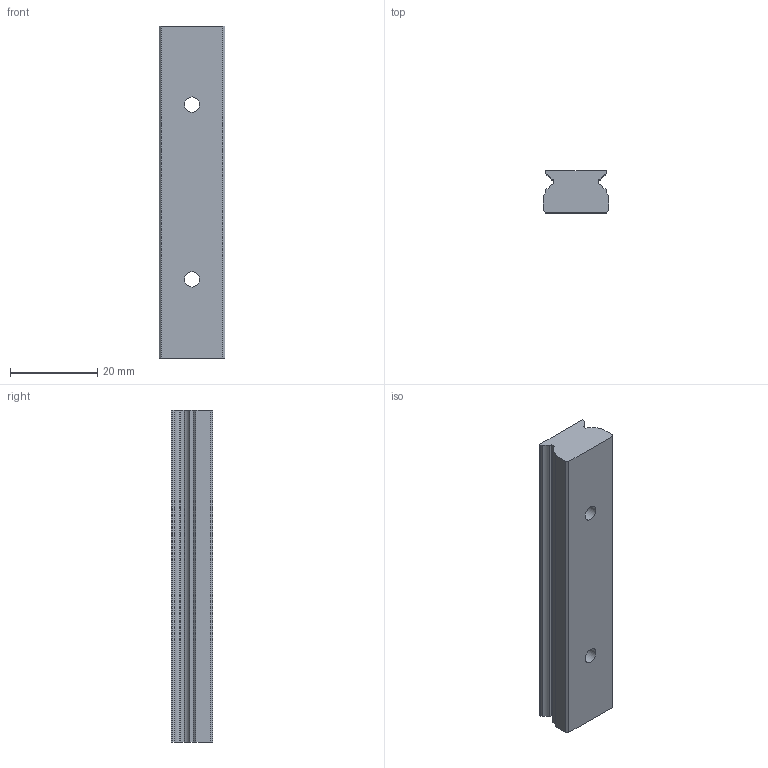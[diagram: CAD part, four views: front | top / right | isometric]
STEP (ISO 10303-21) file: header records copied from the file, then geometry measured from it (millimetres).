
FILE_DESCRIPTION (( 'STEP AP214' ), '1' );
FILE_NAME ('Rexroth-Ball-Rail-R044550431-76-18.step', '2020-07-02T11:43:40', ( '' ), ( '' ), 'SwSTEP 2.0', 'SolidWorks 2010', '' );
FILE_SCHEMA (( 'AUTOMOTIVE_DESIGN' ));
Length unit declared in the file: millimetre
Products named in the file (1): Rexroth-Ball-Rail-R044550431-76-18
Bounding box: 15 x 9.5 x 76 mm (x, y, z)
Volume: 9393.1 mm3; surface area: 4478.2 mm2
Topology: 1 solids, 1 shells, 32 faces, 84 edges, 56 vertices
Faces by surface type: plane 24, cylinder 8
Full cylindrical faces by diameter (mm): 3.5 x2, 6 x2
Entity records: 1006 total; most frequent: CARTESIAN_POINT 169, DIRECTION 162, ORIENTED_EDGE 160, EDGE_CURVE 80, VECTOR 64, LINE 64, VERTEX_POINT 56, AXIS2_PLACEMENT_3D 49
